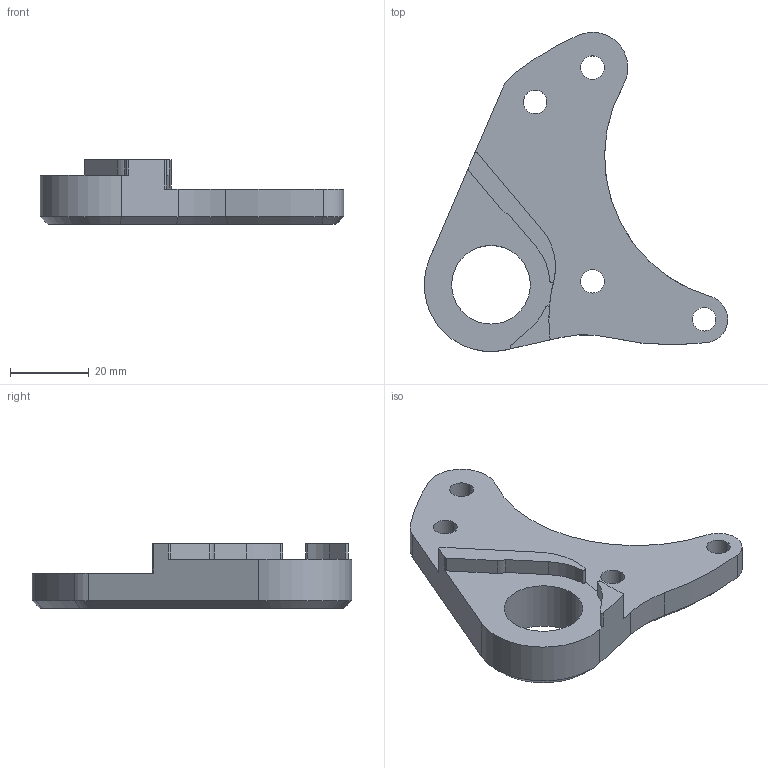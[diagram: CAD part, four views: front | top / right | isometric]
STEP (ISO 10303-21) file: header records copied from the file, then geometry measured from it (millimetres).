
FILE_DESCRIPTION (( 'STEP AP214' ), '1' );
FILE_NAME ('DR4147.STEP', '2023-05-16T14:12:22', ( '' ), ( '' ), 'SwSTEP 2.0', 'SolidWorks 2022', '' );
FILE_SCHEMA (( 'AUTOMOTIVE_DESIGN' ));
Length unit declared in the file: millimetre
Products named in the file (1): DR4147
Bounding box: 77.17 x 81.17 x 16.5 mm (x, y, z)
Volume: 27776.9 mm3; surface area: 10662.1 mm2
Topology: 1 solids, 1 shells, 86 faces, 219 edges, 139 vertices
Faces by surface type: cylinder 46, plane 23, cone 17
Entity records: 2681 total; most frequent: DIRECTION 505, CARTESIAN_POINT 445, ORIENTED_EDGE 438, EDGE_CURVE 219, AXIS2_PLACEMENT_3D 199, VERTEX_POINT 139, CIRCLE 112, LINE 107
